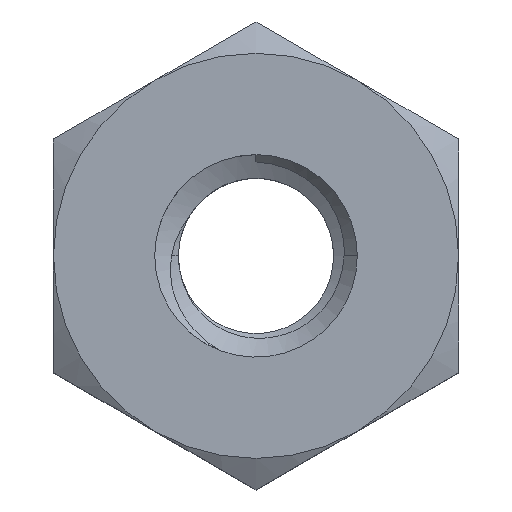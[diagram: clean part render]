
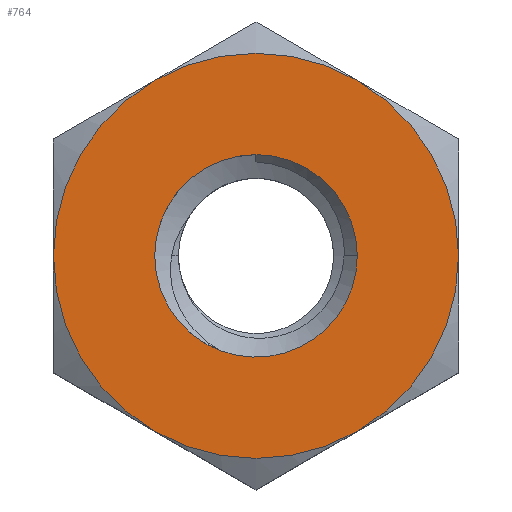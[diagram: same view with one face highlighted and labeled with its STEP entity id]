
A CAD part, top view. The second image highlights one B-rep face of the part: STEP entity #764.
In plain terms, the highlighted planar face has unit normal (0, 0, 1).
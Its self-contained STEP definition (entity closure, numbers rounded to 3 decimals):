
#21=FACE_BOUND('',#179,.T.);
#29=PLANE('',#834);
#82=CIRCLE('',#805,1.25);
#88=CIRCLE('',#825,1.25);
#89=CIRCLE('',#827,1.25);
#90=CIRCLE('',#835,2.5);
#91=CIRCLE('',#836,2.5);
#92=CIRCLE('',#837,2.5);
#93=CIRCLE('',#838,2.5);
#94=CIRCLE('',#839,2.5);
#95=CIRCLE('',#840,2.5);
#96=CIRCLE('',#841,1.25);
#131=FACE_OUTER_BOUND('',#178,.T.);
#178=EDGE_LOOP('',(#603,#604,#605,#606,#607,#608));
#179=EDGE_LOOP('',(#609,#610,#611,#612));
#310=VERTEX_POINT('',#1149);
#311=VERTEX_POINT('',#1151);
#336=VERTEX_POINT('',#1419);
#337=VERTEX_POINT('',#1428);
#345=VERTEX_POINT('',#1480);
#349=VERTEX_POINT('',#1508);
#353=VERTEX_POINT('',#1536);
#357=VERTEX_POINT('',#1562);
#361=VERTEX_POINT('',#1590);
#363=VERTEX_POINT('',#1615);
#384=EDGE_CURVE('',#311,#310,#82,.T.);
#426=EDGE_CURVE('',#336,#337,#88,.T.);
#430=EDGE_CURVE('',#337,#310,#89,.T.);
#462=EDGE_CURVE('',#357,#361,#90,.T.);
#463=EDGE_CURVE('',#361,#363,#91,.T.);
#464=EDGE_CURVE('',#363,#345,#92,.T.);
#465=EDGE_CURVE('',#345,#349,#93,.T.);
#466=EDGE_CURVE('',#349,#353,#94,.T.);
#467=EDGE_CURVE('',#353,#357,#95,.T.);
#468=EDGE_CURVE('',#336,#311,#96,.T.);
#603=ORIENTED_EDGE('',*,*,#462,.T.);
#604=ORIENTED_EDGE('',*,*,#463,.T.);
#605=ORIENTED_EDGE('',*,*,#464,.T.);
#606=ORIENTED_EDGE('',*,*,#465,.T.);
#607=ORIENTED_EDGE('',*,*,#466,.T.);
#608=ORIENTED_EDGE('',*,*,#467,.T.);
#609=ORIENTED_EDGE('',*,*,#468,.T.);
#610=ORIENTED_EDGE('',*,*,#384,.T.);
#611=ORIENTED_EDGE('',*,*,#430,.F.);
#612=ORIENTED_EDGE('',*,*,#426,.F.);
#764=ADVANCED_FACE('',(#131,#21),#29,.T.);
#805=AXIS2_PLACEMENT_3D('',#1152,#892,#893);
#825=AXIS2_PLACEMENT_3D('',#1429,#943,#944);
#827=AXIS2_PLACEMENT_3D('',#1460,#948,#949);
#834=AXIS2_PLACEMENT_3D('',#1626,#969,#970);
#835=AXIS2_PLACEMENT_3D('',#1627,#971,#972);
#836=AXIS2_PLACEMENT_3D('',#1628,#973,#974);
#837=AXIS2_PLACEMENT_3D('',#1629,#975,#976);
#838=AXIS2_PLACEMENT_3D('',#1630,#977,#978);
#839=AXIS2_PLACEMENT_3D('',#1631,#979,#980);
#840=AXIS2_PLACEMENT_3D('',#1632,#981,#982);
#841=AXIS2_PLACEMENT_3D('',#1633,#983,#984);
#892=DIRECTION('center_axis',(0.,0.,-1.));
#893=DIRECTION('ref_axis',(-1.,0.,0.));
#943=DIRECTION('center_axis',(0.,0.,1.));
#944=DIRECTION('ref_axis',(1.,0.,0.));
#948=DIRECTION('center_axis',(0.,0.,1.));
#949=DIRECTION('ref_axis',(1.,0.,0.));
#969=DIRECTION('center_axis',(0.,0.,1.));
#970=DIRECTION('ref_axis',(1.,0.,0.));
#971=DIRECTION('center_axis',(0.,0.,1.));
#972=DIRECTION('ref_axis',(1.,0.,0.));
#973=DIRECTION('center_axis',(0.,0.,1.));
#974=DIRECTION('ref_axis',(1.,0.,0.));
#975=DIRECTION('center_axis',(0.,0.,1.));
#976=DIRECTION('ref_axis',(1.,0.,0.));
#977=DIRECTION('center_axis',(0.,0.,1.));
#978=DIRECTION('ref_axis',(1.,0.,0.));
#979=DIRECTION('center_axis',(0.,0.,1.));
#980=DIRECTION('ref_axis',(1.,0.,0.));
#981=DIRECTION('center_axis',(0.,0.,1.));
#982=DIRECTION('ref_axis',(1.,0.,0.));
#983=DIRECTION('center_axis',(0.,0.,-1.));
#984=DIRECTION('ref_axis',(-1.,0.,0.));
#1149=CARTESIAN_POINT('',(0.,1.25,1.));
#1151=CARTESIAN_POINT('',(-1.25,0.,1.));
#1152=CARTESIAN_POINT('Origin',(0.,0.,1.));
#1419=CARTESIAN_POINT('',(-0.436,-1.172,1.));
#1428=CARTESIAN_POINT('',(1.25,0.,1.));
#1429=CARTESIAN_POINT('Origin',(0.,0.,1.));
#1460=CARTESIAN_POINT('Origin',(0.,0.,1.));
#1480=CARTESIAN_POINT('',(-1.25,2.165,1.));
#1508=CARTESIAN_POINT('',(-2.5,0.,1.));
#1536=CARTESIAN_POINT('',(-1.25,-2.165,1.));
#1562=CARTESIAN_POINT('',(1.25,-2.165,1.));
#1590=CARTESIAN_POINT('',(2.5,0.,1.));
#1615=CARTESIAN_POINT('',(1.25,2.165,1.));
#1626=CARTESIAN_POINT('Origin',(-2.5,1.443,1.));
#1627=CARTESIAN_POINT('Origin',(0.,0.,1.));
#1628=CARTESIAN_POINT('Origin',(0.,0.,1.));
#1629=CARTESIAN_POINT('Origin',(0.,0.,1.));
#1630=CARTESIAN_POINT('Origin',(0.,0.,1.));
#1631=CARTESIAN_POINT('Origin',(0.,0.,1.));
#1632=CARTESIAN_POINT('Origin',(0.,0.,1.));
#1633=CARTESIAN_POINT('Origin',(0.,0.,1.));
